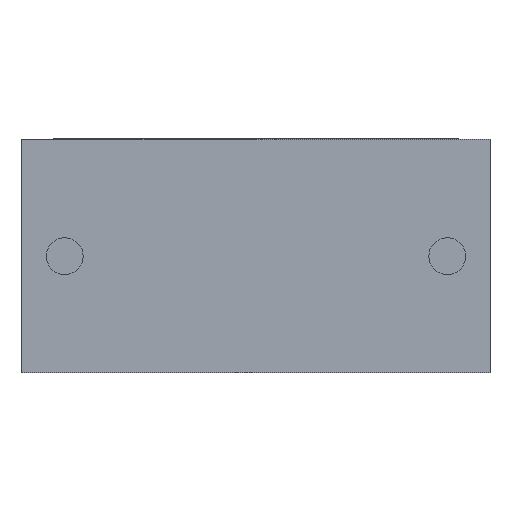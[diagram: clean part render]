
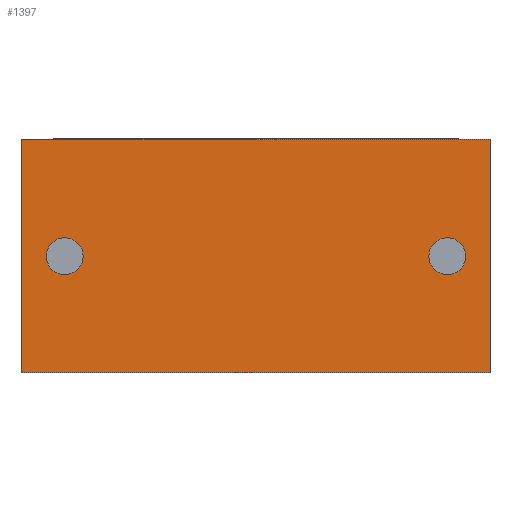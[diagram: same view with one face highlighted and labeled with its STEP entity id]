
A CAD part, front view. The second image highlights one B-rep face of the part: STEP entity #1397.
In plain terms, the highlighted planar face has unit normal (0, -1, 0).
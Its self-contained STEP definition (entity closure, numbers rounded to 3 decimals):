
#47 = VERTEX_POINT ( 'NONE', #2657 ) ;
#136 = CARTESIAN_POINT ( 'NONE',  ( 5.08, 0., 1.395 ) ) ;
#137 = VERTEX_POINT ( 'NONE', #632 ) ;
#339 = DIRECTION ( 'NONE',  ( -1., 0., 0. ) ) ;
#370 = DIRECTION ( 'NONE',  ( -1., 0., 0. ) ) ;
#403 = VERTEX_POINT ( 'NONE', #573 ) ;
#407 = CARTESIAN_POINT ( 'NONE',  ( 0., 0., 2.79 ) ) ;
#433 = VECTOR ( 'NONE', #3125, 1000. ) ;
#434 = DIRECTION ( 'NONE',  ( 0., -1., 0. ) ) ;
#460 = ORIENTED_EDGE ( 'NONE', *, *, #2901, .F. ) ;
#492 = VERTEX_POINT ( 'NONE', #2147 ) ;
#573 = CARTESIAN_POINT ( 'NONE',  ( 0.73, 0., 1.395 ) ) ;
#610 = CARTESIAN_POINT ( 'NONE',  ( 0., 0., 0. ) ) ;
#618 = AXIS2_PLACEMENT_3D ( 'NONE', #2123, #830, #370 ) ;
#632 = CARTESIAN_POINT ( 'NONE',  ( 4.86, 0., 1.395 ) ) ;
#637 = CARTESIAN_POINT ( 'NONE',  ( 5.59, 0., 0. ) ) ;
#671 = AXIS2_PLACEMENT_3D ( 'NONE', #136, #434, #3180 ) ;
#690 = DIRECTION ( 'NONE',  ( -1., 0., 0. ) ) ;
#757 = EDGE_LOOP ( 'NONE', ( #2940, #460 ) ) ;
#786 = VECTOR ( 'NONE', #1609, 1000. ) ;
#822 = EDGE_CURVE ( 'NONE', #1991, #492, #2783, .T. ) ;
#830 = DIRECTION ( 'NONE',  ( 0., -1., 0. ) ) ;
#901 = LINE ( 'NONE', #3010, #1642 ) ;
#948 = CARTESIAN_POINT ( 'NONE',  ( 0.51, 0., 1.395 ) ) ;
#978 = EDGE_CURVE ( 'NONE', #1092, #1991, #901, .T. ) ;
#982 = CIRCLE ( 'NONE', #671, 0.22 ) ;
#1047 = VERTEX_POINT ( 'NONE', #610 ) ;
#1071 = EDGE_LOOP ( 'NONE', ( #2259, #2011 ) ) ;
#1092 = VERTEX_POINT ( 'NONE', #2405 ) ;
#1181 = DIRECTION ( 'NONE',  ( 0., -1., 0. ) ) ;
#1185 = VERTEX_POINT ( 'NONE', #1929 ) ;
#1189 = CIRCLE ( 'NONE', #618, 0.22 ) ;
#1245 = CIRCLE ( 'NONE', #1725, 0.22 ) ;
#1339 = ORIENTED_EDGE ( 'NONE', *, *, #822, .F. ) ;
#1371 = DIRECTION ( 'NONE',  ( 0., 0., -1. ) ) ;
#1397 = ADVANCED_FACE ( 'NONE', ( #2705, #2366, #2021 ), #1600, .F. ) ;
#1463 = DIRECTION ( 'NONE',  ( -1., 0., 0. ) ) ;
#1576 = ORIENTED_EDGE ( 'NONE', *, *, #2732, .T. ) ;
#1577 = DIRECTION ( 'NONE',  ( 0., 1., 0. ) ) ;
#1600 = PLANE ( 'NONE',  #1690 ) ;
#1609 = DIRECTION ( 'NONE',  ( 0., 0., -1. ) ) ;
#1614 = EDGE_CURVE ( 'NONE', #1092, #1047, #1986, .T. ) ;
#1642 = VECTOR ( 'NONE', #2037, 1000. ) ;
#1670 = CARTESIAN_POINT ( 'NONE',  ( 5.59, 0., 2.79 ) ) ;
#1690 = AXIS2_PLACEMENT_3D ( 'NONE', #2865, #1577, #339 ) ;
#1725 = AXIS2_PLACEMENT_3D ( 'NONE', #948, #1181, #690 ) ;
#1736 = DIRECTION ( 'NONE',  ( 0., -1., 0. ) ) ;
#1845 = EDGE_CURVE ( 'NONE', #47, #403, #1189, .T. ) ;
#1881 = CIRCLE ( 'NONE', #2050, 0.22 ) ;
#1929 = CARTESIAN_POINT ( 'NONE',  ( 5.3, 0., 1.395 ) ) ;
#1986 = LINE ( 'NONE', #407, #3078 ) ;
#1991 = VERTEX_POINT ( 'NONE', #1670 ) ;
#2011 = ORIENTED_EDGE ( 'NONE', *, *, #2857, .F. ) ;
#2021 = FACE_BOUND ( 'NONE', #1071, .T. ) ;
#2037 = DIRECTION ( 'NONE',  ( 1., 0., 0. ) ) ;
#2050 = AXIS2_PLACEMENT_3D ( 'NONE', #3243, #1736, #1463 ) ;
#2123 = CARTESIAN_POINT ( 'NONE',  ( 0.51, 0., 1.395 ) ) ;
#2147 = CARTESIAN_POINT ( 'NONE',  ( 5.59, 0., 0. ) ) ;
#2259 = ORIENTED_EDGE ( 'NONE', *, *, #2993, .F. ) ;
#2366 = FACE_OUTER_BOUND ( 'NONE', #3120, .T. ) ;
#2405 = CARTESIAN_POINT ( 'NONE',  ( 0., 0., 2.79 ) ) ;
#2587 = CARTESIAN_POINT ( 'NONE',  ( 5.59, 0., 2.79 ) ) ;
#2657 = CARTESIAN_POINT ( 'NONE',  ( 0.29, 0., 1.395 ) ) ;
#2705 = FACE_BOUND ( 'NONE', #757, .T. ) ;
#2732 = EDGE_CURVE ( 'NONE', #1047, #492, #3059, .T. ) ;
#2783 = LINE ( 'NONE', #2587, #786 ) ;
#2857 = EDGE_CURVE ( 'NONE', #1185, #137, #982, .T. ) ;
#2865 = CARTESIAN_POINT ( 'NONE',  ( 5.59, 0., 2.79 ) ) ;
#2901 = EDGE_CURVE ( 'NONE', #403, #47, #1245, .T. ) ;
#2931 = ORIENTED_EDGE ( 'NONE', *, *, #978, .F. ) ;
#2940 = ORIENTED_EDGE ( 'NONE', *, *, #1845, .F. ) ;
#2993 = EDGE_CURVE ( 'NONE', #137, #1185, #1881, .T. ) ;
#3010 = CARTESIAN_POINT ( 'NONE',  ( 5.59, 0., 2.79 ) ) ;
#3059 = LINE ( 'NONE', #637, #433 ) ;
#3078 = VECTOR ( 'NONE', #1371, 1000. ) ;
#3111 = ORIENTED_EDGE ( 'NONE', *, *, #1614, .T. ) ;
#3120 = EDGE_LOOP ( 'NONE', ( #1576, #1339, #2931, #3111 ) ) ;
#3125 = DIRECTION ( 'NONE',  ( 1., 0., 0. ) ) ;
#3180 = DIRECTION ( 'NONE',  ( -1., 0., 0. ) ) ;
#3243 = CARTESIAN_POINT ( 'NONE',  ( 5.08, 0., 1.395 ) ) ;
